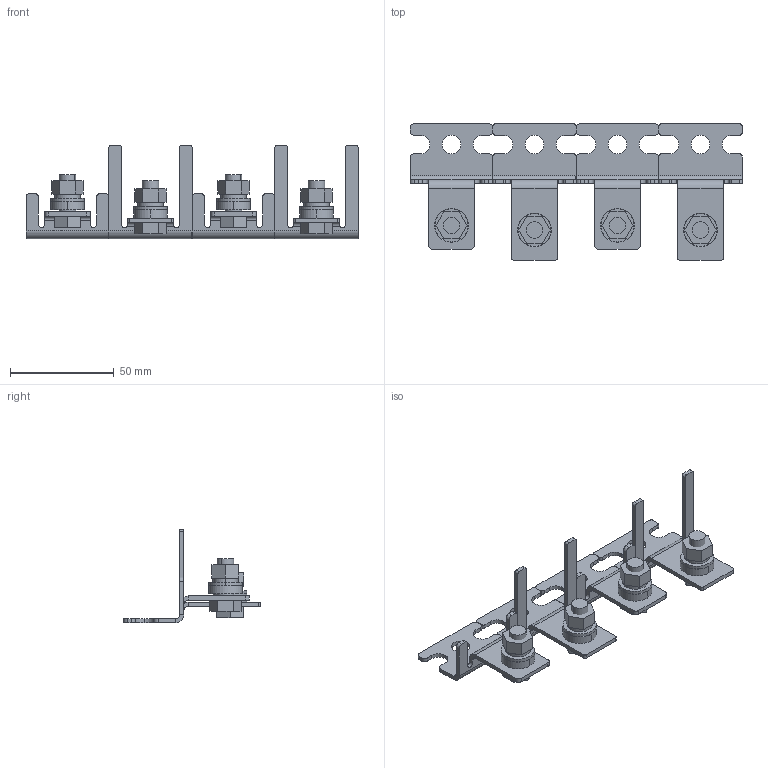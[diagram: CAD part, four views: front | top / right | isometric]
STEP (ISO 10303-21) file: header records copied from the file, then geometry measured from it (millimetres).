
FILE_DESCRIPTION (( 'STEP AP203' ), '1' );
FILE_NAME ('U2620060404 Êîìïëåêò íàñòåííîãî êðåïëåíèÿ óñèëåííûé UC2_UC2M ìàññîé äî 80êã (4øò) (000.801.262).STEP', '2022-04-28T13:54:12', ( '' ), ( '' ), 'SwSTEP 2.0', 'SolidWorks 2017', '' );
FILE_SCHEMA (( 'CONFIG_CONTROL_DESIGN' ));
Length unit declared in the file: millimetre
Products named in the file (8): 037-37 砎閷麠縺_01; Ãàéêà DIN 934_M8; 037-46 砎閷麠縺_00; 嵑殧趌11371 翴謷_8; U2620060404 Êîìïëåêò íàñòåííîãî êðåïëåíèÿ óñèëåííûé UC2_UC2M ìàññîé äî 80êã (4øò) (000.801.262); 嵑殧趌DIN 127A_8; 鍔錓_7805 翴謷_M8x20; Øàéáà íåéëîí Ø028_Œ8
Assembly tree (24 placements, depth 2):
  U2620060404 Êîìïëåêò íàñòåííîãî êðåïëåíèÿ óñèëåííûé UC2_UC2M ìàññîé äî 80êã (4øò) (000.801.262)
    037-37 砎閷麠縺_01  x2
    037-46 砎閷麠縺_00  x2
    Øàéáà íåéëîí Ø028_Œ8  x4
    嵑殧趌DIN 127A_8  x4
    嵑殧趌11371 翴謷_8  x4
    Ãàéêà DIN 934_M8  x4
    鍔錓_7805 翴謷_M8x20  x4
Bounding box: 160 x 65.74 x 45.2 mm (x, y, z)
Volume: 30322.9 mm3; surface area: 32646.5 mm2
Topology: 24 solids, 24 shells, 412 faces, 984 edges, 624 vertices
Faces by surface type: plane 212, cylinder 164, cone 32, bspline 4
Entity records: 6124 total; most frequent: DIRECTION 892, CARTESIAN_POINT 860, ORIENTED_EDGE 784, EDGE_CURVE 392, AXIS2_PLACEMENT_3D 324, VERTEX_POINT 248, VECTOR 244, LINE 244
